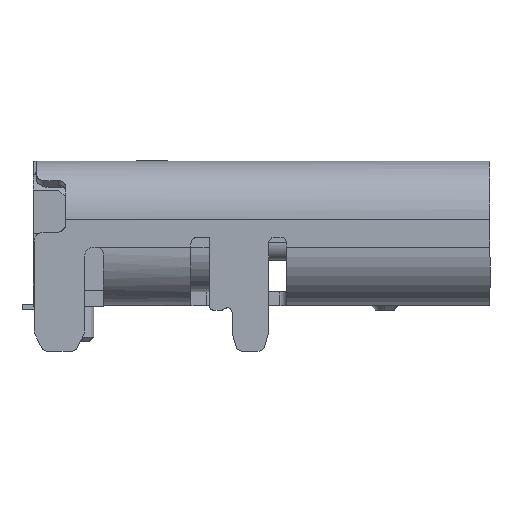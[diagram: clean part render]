
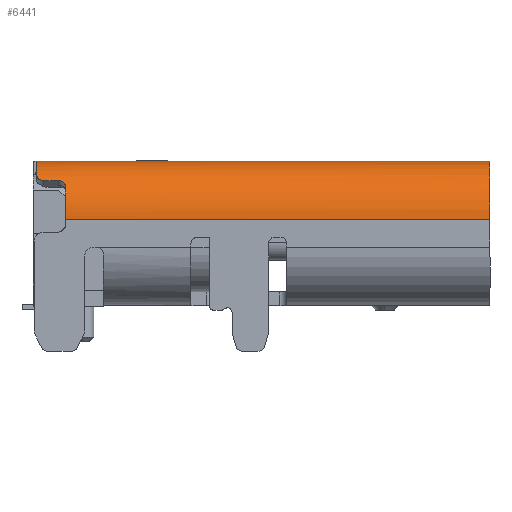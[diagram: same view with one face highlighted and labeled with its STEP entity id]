
A CAD part, left-side view. The second image highlights one B-rep face of the part: STEP entity #6441.
In plain terms, the highlighted cylindrical face has radius 1.28 mm (diameter 2.56 mm), a partial arc.
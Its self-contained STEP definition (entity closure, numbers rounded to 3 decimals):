
#237 = VECTOR ( 'NONE', #8393, 1000. ) ;
#879 = CARTESIAN_POINT ( 'NONE',  ( -4.143, 1.825, 2.835 ) ) ;
#909 = CARTESIAN_POINT ( 'NONE',  ( -4.214, 1.675, 2.749 ) ) ;
#939 = DIRECTION ( 'NONE',  ( 0., -1., 0. ) ) ;
#1039 = ORIENTED_EDGE ( 'NONE', *, *, #9057, .F. ) ;
#1396 = DIRECTION ( 'NONE',  ( -0.818, 0., 0.575 ) ) ;
#1559 = LINE ( 'NONE', #11277, #26599 ) ;
#1718 = AXIS2_PLACEMENT_3D ( 'NONE', #26220, #4739, #1396 ) ;
#2246 = VERTEX_POINT ( 'NONE', #21764 ) ;
#2308 = CARTESIAN_POINT ( 'NONE',  ( -3.19, 2.499, 1.98 ) ) ;
#2498 = DIRECTION ( 'NONE',  ( 0., 0., 1. ) ) ;
#3038 = CARTESIAN_POINT ( 'NONE',  ( -4.237, 1.675, 2.716 ) ) ;
#3600 = LINE ( 'NONE', #10820, #24812 ) ;
#3750 = ORIENTED_EDGE ( 'NONE', *, *, #17768, .F. ) ;
#3902 = CARTESIAN_POINT ( 'NONE',  ( -4.031, 2.3, 2.945 ) ) ;
#4028 = CARTESIAN_POINT ( 'NONE',  ( -4.154, 1.747, 2.823 ) ) ;
#4632 = VERTEX_POINT ( 'NONE', #5880 ) ;
#4739 = DIRECTION ( 'NONE',  ( 0., -1., 0. ) ) ;
#5549 = EDGE_CURVE ( 'NONE', #21912, #19750, #30272, .T. ) ;
#5880 = CARTESIAN_POINT ( 'NONE',  ( -3.19, -7.625, 3.26 ) ) ;
#6078 = CARTESIAN_POINT ( 'NONE',  ( -4.143, 1.825, 2.835 ) ) ;
#6124 = DIRECTION ( 'NONE',  ( 0., 1., 0. ) ) ;
#6441 = ADVANCED_FACE ( 'NONE', ( #9521 ), #24094, .T. ) ;
#6864 = DIRECTION ( 'NONE',  ( 0., -1., 0. ) ) ;
#7589 = CIRCLE ( 'NONE', #8095, 1.28 ) ;
#8095 = AXIS2_PLACEMENT_3D ( 'NONE', #17384, #22687, #10773 ) ;
#8101 = VERTEX_POINT ( 'NONE', #3038 ) ;
#8393 = DIRECTION ( 'NONE',  ( 0., -1., 0. ) ) ;
#8448 = CARTESIAN_POINT ( 'NONE',  ( -4.131, 2.229, 2.848 ) ) ;
#8612 = EDGE_CURVE ( 'NONE', #19750, #29155, #17674, .T. ) ;
#9057 = EDGE_CURVE ( 'NONE', #26873, #12289, #9357, .T. ) ;
#9068 = CARTESIAN_POINT ( 'NONE',  ( -3.19, 2.3, 3.26 ) ) ;
#9357 = B_SPLINE_CURVE_WITH_KNOTS ( 'NONE', 3,
 ( #11103, #18169, #8448, #20362, #10634, #3902 ),
 .UNSPECIFIED., .F., .F.,
 ( 4, 2, 4 ),
 ( 0., 0.5, 1. ),
 .UNSPECIFIED. ) ;
#9521 = FACE_OUTER_BOUND ( 'NONE', #18868, .T. ) ;
#10372 = CIRCLE ( 'NONE', #21392, 1.28 ) ;
#10634 = CARTESIAN_POINT ( 'NONE',  ( -4.066, 2.3, 2.914 ) ) ;
#10773 = DIRECTION ( 'NONE',  ( -1., 0., 0. ) ) ;
#10820 = CARTESIAN_POINT ( 'NONE',  ( -4.47, -7.625, 1.98 ) ) ;
#11072 = ORIENTED_EDGE ( 'NONE', *, *, #18551, .F. ) ;
#11103 = CARTESIAN_POINT ( 'NONE',  ( -4.143, 2.15, 2.835 ) ) ;
#11277 = CARTESIAN_POINT ( 'NONE',  ( -4.143, 1.825, 2.835 ) ) ;
#11870 = EDGE_CURVE ( 'NONE', #28156, #26873, #1559, .T. ) ;
#12231 = EDGE_CURVE ( 'NONE', #2246, #4632, #7589, .T. ) ;
#12289 = VERTEX_POINT ( 'NONE', #30374 ) ;
#12841 = CARTESIAN_POINT ( 'NONE',  ( -3.19, 1.675, 1.98 ) ) ;
#13149 = DIRECTION ( 'NONE',  ( -0.921, 0., 0.391 ) ) ;
#13412 = CARTESIAN_POINT ( 'NONE',  ( -3.19, 2.3, 3.26 ) ) ;
#14414 = DIRECTION ( 'NONE',  ( 0., -1., 0. ) ) ;
#14555 = CARTESIAN_POINT ( 'NONE',  ( -4.445, 1.675, 2.232 ) ) ;
#14641 = ORIENTED_EDGE ( 'NONE', *, *, #16770, .T. ) ;
#15384 = DIRECTION ( 'NONE',  ( -0.98, 0., 0.197 ) ) ;
#15410 = CARTESIAN_POINT ( 'NONE',  ( -4.143, 2.15, 2.835 ) ) ;
#15486 = CARTESIAN_POINT ( 'NONE',  ( -4.143, 1.785, 2.835 ) ) ;
#15772 = AXIS2_PLACEMENT_3D ( 'NONE', #12841, #939, #13149 ) ;
#15795 = CARTESIAN_POINT ( 'NONE',  ( -4.237, 1.675, 2.716 ) ) ;
#16770 = EDGE_CURVE ( 'NONE', #8101, #21912, #17745, .T. ) ;
#16954 = ORIENTED_EDGE ( 'NONE', *, *, #12231, .T. ) ;
#17384 = CARTESIAN_POINT ( 'NONE',  ( -3.19, -7.625, 1.98 ) ) ;
#17649 = LINE ( 'NONE', #13412, #237 ) ;
#17674 = CIRCLE ( 'NONE', #23173, 1.28 ) ;
#17745 = CIRCLE ( 'NONE', #1718, 1.28 ) ;
#17768 = EDGE_CURVE ( 'NONE', #24441, #4632, #17649, .T. ) ;
#18144 = CARTESIAN_POINT ( 'NONE',  ( -4.19, 1.691, 2.78 ) ) ;
#18169 = CARTESIAN_POINT ( 'NONE',  ( -4.143, 2.19, 2.835 ) ) ;
#18358 = CARTESIAN_POINT ( 'NONE',  ( -3.19, 1.675, 1.98 ) ) ;
#18551 = EDGE_CURVE ( 'NONE', #2246, #29155, #3600, .T. ) ;
#18868 = EDGE_LOOP ( 'NONE', ( #27940, #1039, #19501, #28858, #14641, #18959, #22746, #11072, #16954, #3750 ) ) ;
#18935 = CARTESIAN_POINT ( 'NONE',  ( -4.47, 1.675, 1.98 ) ) ;
#18959 = ORIENTED_EDGE ( 'NONE', *, *, #5549, .T. ) ;
#19501 = ORIENTED_EDGE ( 'NONE', *, *, #11870, .F. ) ;
#19750 = VERTEX_POINT ( 'NONE', #14555 ) ;
#19906 = EDGE_CURVE ( 'NONE', #28156, #8101, #26821, .T. ) ;
#20234 = DIRECTION ( 'NONE',  ( 0., -1., 0. ) ) ;
#20362 = CARTESIAN_POINT ( 'NONE',  ( -4.095, 2.281, 2.886 ) ) ;
#21392 = AXIS2_PLACEMENT_3D ( 'NONE', #25865, #14414, #2498 ) ;
#21764 = CARTESIAN_POINT ( 'NONE',  ( -4.47, -7.625, 1.98 ) ) ;
#21912 = VERTEX_POINT ( 'NONE', #30299 ) ;
#22370 = EDGE_CURVE ( 'NONE', #24441, #12289, #10372, .T. ) ;
#22687 = DIRECTION ( 'NONE',  ( 0., 1., 0. ) ) ;
#22746 = ORIENTED_EDGE ( 'NONE', *, *, #8612, .T. ) ;
#23173 = AXIS2_PLACEMENT_3D ( 'NONE', #18358, #20234, #15384 ) ;
#24094 = CYLINDRICAL_SURFACE ( 'NONE', #25821, 1.28 ) ;
#24441 = VERTEX_POINT ( 'NONE', #9068 ) ;
#24812 = VECTOR ( 'NONE', #6124, 1000. ) ;
#25821 = AXIS2_PLACEMENT_3D ( 'NONE', #2308, #6864, #28185 ) ;
#25865 = CARTESIAN_POINT ( 'NONE',  ( -3.19, 2.3, 1.98 ) ) ;
#26220 = CARTESIAN_POINT ( 'NONE',  ( -3.19, 1.675, 1.98 ) ) ;
#26599 = VECTOR ( 'NONE', #27913, 1000. ) ;
#26821 = B_SPLINE_CURVE_WITH_KNOTS ( 'NONE', 3,
 ( #6078, #15486, #4028, #18144, #909, #15795 ),
 .UNSPECIFIED., .F., .F.,
 ( 4, 2, 4 ),
 ( 0., 0.5, 1. ),
 .UNSPECIFIED. ) ;
#26873 = VERTEX_POINT ( 'NONE', #15410 ) ;
#27913 = DIRECTION ( 'NONE',  ( 0., 1., 0. ) ) ;
#27940 = ORIENTED_EDGE ( 'NONE', *, *, #22370, .T. ) ;
#28156 = VERTEX_POINT ( 'NONE', #879 ) ;
#28185 = DIRECTION ( 'NONE',  ( 0.051, 0., 0.999 ) ) ;
#28858 = ORIENTED_EDGE ( 'NONE', *, *, #19906, .T. ) ;
#29155 = VERTEX_POINT ( 'NONE', #18935 ) ;
#30272 = CIRCLE ( 'NONE', #15772, 1.28 ) ;
#30299 = CARTESIAN_POINT ( 'NONE',  ( -4.368, 1.675, 2.48 ) ) ;
#30374 = CARTESIAN_POINT ( 'NONE',  ( -4.031, 2.3, 2.945 ) ) ;
